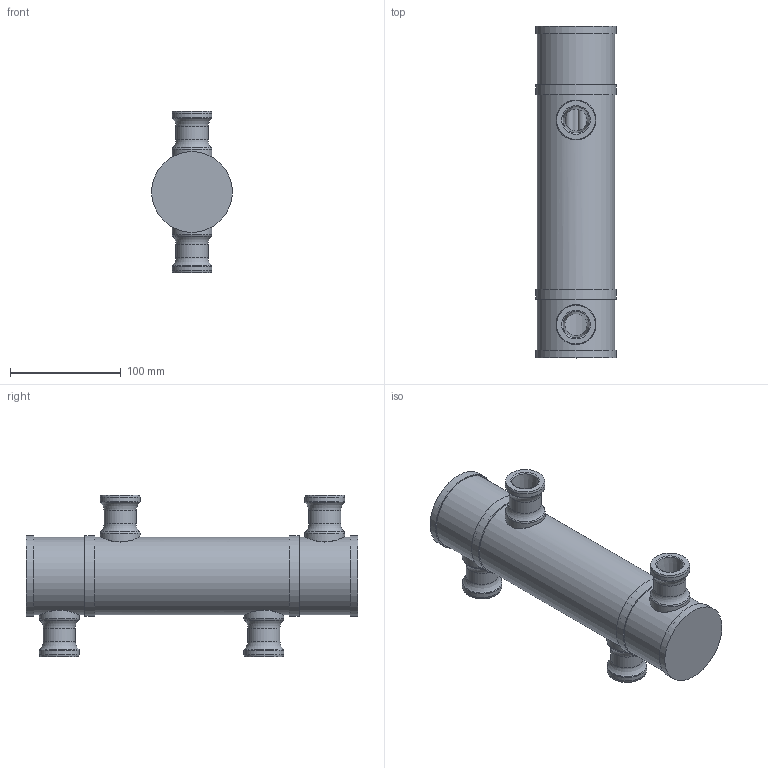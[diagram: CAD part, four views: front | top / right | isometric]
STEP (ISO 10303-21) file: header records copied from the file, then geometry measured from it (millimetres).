
FILE_DESCRIPTION(/* description */ ('STEP AP242','CAx-IF Rec.Pracs.---Representation and Presentation of Product Manufacturing Information (PMI)---4.0---2014-10-13','CAx-IF Rec.Pracs.---3D Tessellated Geometry---0.4---2014-09-14','2;1'),/* implementation_level */ '2;1');
FILE_NAME(/* name */ '681cc8a744627a76df38b3d9',/* time_stamp */ '2025-05-08T15:07:21Z',/* author */ (''),/* organization */ (''),/* preprocessor_version */ 'ST-DEVELOPER v20',/* originating_system */ 'ONSHAPE BY PTC INC, 1.197',/* authorisation */ ' ');
FILE_SCHEMA (('AP242_MANAGED_MODEL_BASED_3D_ENGINEERING_MIM_LF { 1 0 10303 442 1 1 4 }'));
Length unit declared in the file: metre
Products named in the file (28): TubePlate; Header1; MidTube; Header2; EndPlate; NOZZLE; Baffle; Copper; Part 16; Part 17; Part 18; Part 19; Part 20; Part 21; Part 22; Part 23; Part 24; Part 25; Part 26; Part 27
Bounding box: 73 x 300 x 146.12 mm (x, y, z)
Volume: 396466.8 mm3; surface area: 333650 mm2
Topology: 28 solids, 28 shells, 534 faces, 1069 edges, 653 vertices
Faces by surface type: cylinder 300, cone 112, plane 86, torus 20, bspline 16
Full cylindrical faces by diameter (mm): 1 x32, 6 x13, 8 x65, 8.4 x52, 10.92 x26, 24.4 x4, 25.4 x4, 29 x4, 36 x8, 61 x6, 63 x6, 64 x3, 65 x6, 69 x6, 70 x3, 71 x6, 73 x4
Entity records: 16183 total; most frequent: CARTESIAN_POINT 5646, DIRECTION 2132, ORIENTED_EDGE 1288, EDGE_LOOP 1184, FACE_BOUND 1184, AXIS2_PLACEMENT_3D 1054, EDGE_CURVE 644, VERTEX_POINT 612
